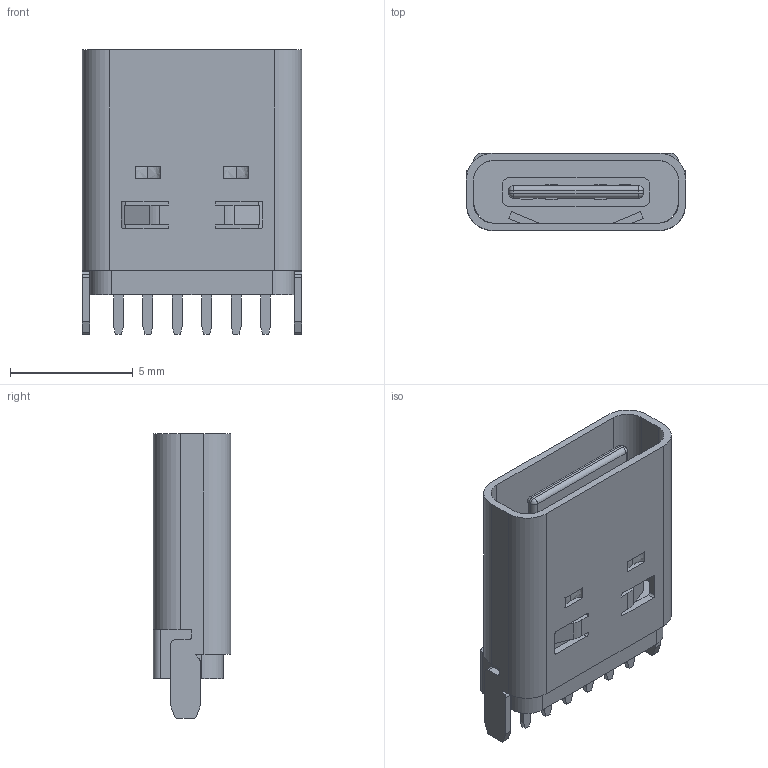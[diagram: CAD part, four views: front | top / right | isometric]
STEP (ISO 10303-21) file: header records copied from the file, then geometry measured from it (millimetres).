
FILE_DESCRIPTION (( 'STEP AP214' ), '1' );
FILE_NAME ('USB-TH_TYPE-C-6P-LCH10.0.STEP', '2023-05-13T07:52:23', ( '' ), ( '' ), 'SwSTEP 2.0', 'SolidWorks 2020', '' );
FILE_SCHEMA (( 'AUTOMOTIVE_DESIGN' ));
Length unit declared in the file: millimetre
Products named in the file (1): USB-TH_TYPE-C-6P-LCH10.0
Bounding box: 8.95 x 3.17 x 11.6 mm (x, y, z)
Volume: 138 mm3; surface area: 597.5 mm2
Topology: 2 solids, 2 shells, 421 faces, 1153 edges, 762 vertices
Faces by surface type: plane 263, bspline 106, cylinder 48, sphere 4
Entity records: 18639 total; most frequent: CARTESIAN_POINT 3969, ORIENTED_EDGE 2298, DIRECTION 1649, EDGE_CURVE 1149, VECTOR 825, LINE 825, VERTEX_POINT 762, EDGE_LOOP 457
